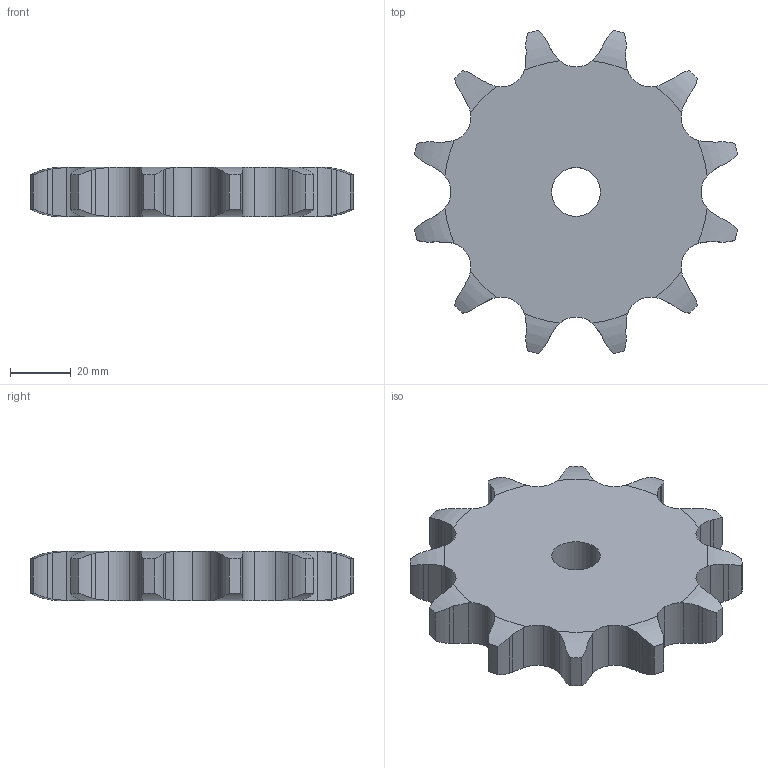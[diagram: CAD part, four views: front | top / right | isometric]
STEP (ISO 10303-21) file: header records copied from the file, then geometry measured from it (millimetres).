
FILE_DESCRIPTION(('FreeCAD Model'),'2;1');
FILE_NAME('Open CASCADE Shape Model','2022-04-10T15:50:31',('FreeCAD'),( 'FreeCAD'),'Open CASCADE STEP processor 7.5','FreeCAD','Unknown');
FILE_SCHEMA(('AUTOMOTIVE_DESIGN { 1 0 10303 214 1 1 1 1 }'));
Length unit declared in the file: millimetre
Products named in the file (1): Open CASCADE STEP translator 7.5 5
Bounding box: 106.19 x 106.19 x 16.2 mm (x, y, z)
Volume: 104940.1 mm3; surface area: 21042.7 mm2
Topology: 1 solids, 1 shells, 135 faces, 399 edges, 266 vertices
Faces by surface type: cylinder 85, plane 26, torus 24
Full cylindrical faces by diameter (mm): 16 x1
Entity records: 12199 total; most frequent: CARTESIAN_POINT 5460, DIRECTION 917, ORIENTED_EDGE 798, PCURVE 798, DEFINITIONAL_REPRESENTATION 798, B_SPLINE_CURVE_WITH_KNOTS 576, LINE 449, VECTOR 449
